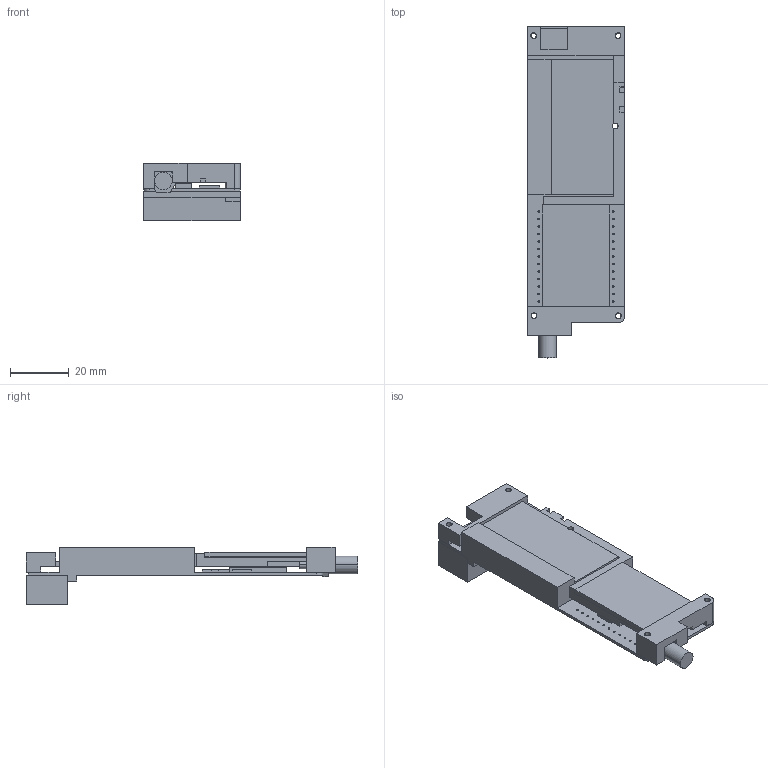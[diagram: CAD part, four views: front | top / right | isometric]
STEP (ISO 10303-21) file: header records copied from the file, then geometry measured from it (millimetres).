
FILE_DESCRIPTION((''),'2;1');
FILE_NAME('0-ALL_ASM','2023-06-27T16:03:05',('HR'),(''),'CREO PARAMETRIC BY PTC INC, 2019010','CREO PARAMETRIC BY PTC INC, 2019010','');
FILE_SCHEMA(('AUTOMOTIVE_DESIGN { 1 0 10303 214 1 1 1 1 }'));
Length unit declared in the file: millimetre
Products named in the file (6): 0-PCB; 0-PMMA; 0-TP; 0-TX; PRT0001; 0-ALL_ASM
Assembly tree (5 placements, depth 2):
  0-ALL_ASM
    0-PCB
    0-PMMA
    0-TP
    0-TX
    PRT0001
Bounding box: 32.89 x 112.82 x 19.5 mm (x, y, z)
Volume: 19678.7 mm3; surface area: 19846.3 mm2
Topology: 5 solids, 5 shells, 253 faces, 711 edges, 474 vertices
Faces by surface type: plane 149, cylinder 103, torus 1
Entity records: 12154 total; most frequent: CARTESIAN_POINT 1475, DIRECTION 1447, ORIENTED_EDGE 1422, PRESENTATION_STYLE_ASSIGNMENT 852, STYLED_ITEM 852, EDGE_CURVE 711, CURVE_STYLE 630, VECTOR 501
